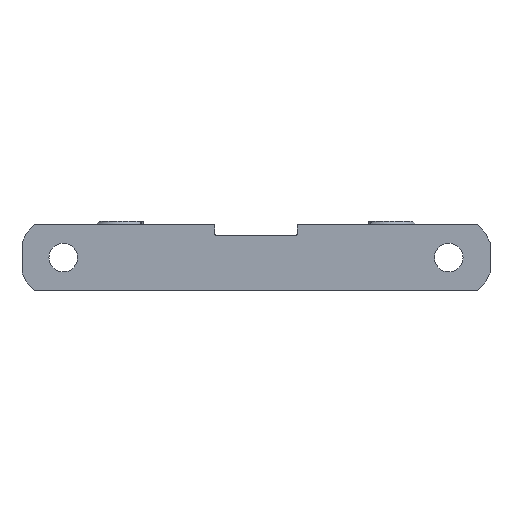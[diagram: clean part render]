
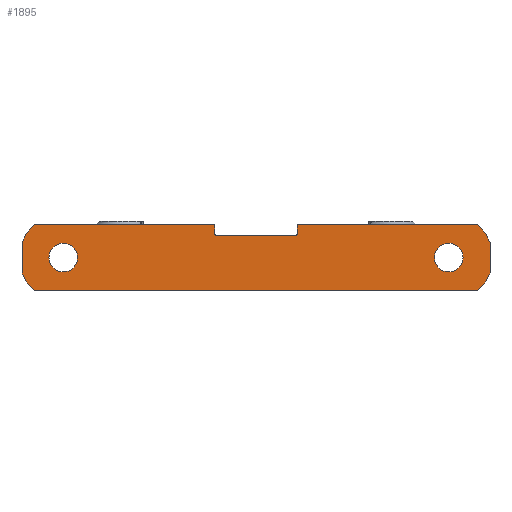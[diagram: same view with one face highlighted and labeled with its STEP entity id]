
A CAD part, left-side view. The second image highlights one B-rep face of the part: STEP entity #1895.
In plain terms, the highlighted planar face has unit normal (-1, 0, 0).
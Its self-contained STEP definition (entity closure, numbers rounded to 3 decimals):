
#98=FACE_BOUND('',#350,.T.);
#99=FACE_BOUND('',#351,.T.);
#137=PLANE('',#2122);
#234=FACE_OUTER_BOUND('',#349,.T.);
#349=EDGE_LOOP('',(#1733,#1734,#1735,#1736,#1737,#1738,#1739,#1740,#1741,
#1742,#1743,#1744,#1745,#1746));
#350=EDGE_LOOP('',(#1747));
#351=EDGE_LOOP('',(#1748));
#372=LINE('',#2754,#521);
#411=LINE('',#3067,#560);
#424=LINE('',#3145,#573);
#480=LINE('',#3360,#629);
#486=LINE('',#3372,#635);
#491=LINE('',#3390,#640);
#494=LINE('',#3399,#643);
#507=LINE('',#3440,#656);
#521=VECTOR('',#2170,111.583);
#560=VECTOR('',#2367,111.583);
#573=VECTOR('',#2388,111.583);
#629=VECTOR('',#2582,5.568);
#635=VECTOR('',#2590,5.568);
#640=VECTOR('',#2609,10.);
#643=VECTOR('',#2620,10.);
#656=VECTOR('',#2685,10.);
#757=CIRCLE('',#2080,2.6);
#758=CIRCLE('',#2082,2.6);
#761=CIRCLE('',#2088,8.);
#763=CIRCLE('',#2091,0.4);
#765=CIRCLE('',#2095,0.4);
#767=CIRCLE('',#2102,8.);
#769=CIRCLE('',#2111,8.);
#772=CIRCLE('',#2121,8.);
#792=VERTEX_POINT('',#2751);
#793=VERTEX_POINT('',#2753);
#879=VERTEX_POINT('',#3064);
#880=VERTEX_POINT('',#3066);
#896=VERTEX_POINT('',#3142);
#897=VERTEX_POINT('',#3144);
#936=VERTEX_POINT('',#3346);
#937=VERTEX_POINT('',#3350);
#940=VERTEX_POINT('',#3357);
#941=VERTEX_POINT('',#3359);
#944=VERTEX_POINT('',#3366);
#946=VERTEX_POINT('',#3370);
#949=VERTEX_POINT('',#3380);
#950=VERTEX_POINT('',#3382);
#952=VERTEX_POINT('',#3388);
#954=VERTEX_POINT('',#3394);
#977=EDGE_CURVE('',#793,#792,#372,.T.);
#1082=EDGE_CURVE('',#880,#879,#411,.T.);
#1100=EDGE_CURVE('',#896,#897,#424,.T.);
#1187=EDGE_CURVE('',#936,#936,#757,.T.);
#1188=EDGE_CURVE('',#937,#937,#758,.T.);
#1192=EDGE_CURVE('',#940,#941,#480,.T.);
#1198=EDGE_CURVE('',#944,#946,#486,.T.);
#1200=EDGE_CURVE('',#944,#896,#761,.T.);
#1203=EDGE_CURVE('',#949,#950,#763,.T.);
#1207=EDGE_CURVE('',#949,#952,#491,.T.);
#1210=EDGE_CURVE('',#954,#952,#765,.T.);
#1212=EDGE_CURVE('',#897,#954,#494,.T.);
#1214=EDGE_CURVE('',#792,#941,#767,.T.);
#1222=EDGE_CURVE('',#793,#946,#769,.T.);
#1231=EDGE_CURVE('',#940,#880,#772,.T.);
#1232=EDGE_CURVE('',#879,#950,#507,.T.);
#1733=ORIENTED_EDGE('',*,*,#1207,.T.);
#1734=ORIENTED_EDGE('',*,*,#1210,.F.);
#1735=ORIENTED_EDGE('',*,*,#1212,.F.);
#1736=ORIENTED_EDGE('',*,*,#1100,.F.);
#1737=ORIENTED_EDGE('',*,*,#1200,.F.);
#1738=ORIENTED_EDGE('',*,*,#1198,.T.);
#1739=ORIENTED_EDGE('',*,*,#1222,.F.);
#1740=ORIENTED_EDGE('',*,*,#977,.T.);
#1741=ORIENTED_EDGE('',*,*,#1214,.T.);
#1742=ORIENTED_EDGE('',*,*,#1192,.F.);
#1743=ORIENTED_EDGE('',*,*,#1231,.T.);
#1744=ORIENTED_EDGE('',*,*,#1082,.T.);
#1745=ORIENTED_EDGE('',*,*,#1232,.T.);
#1746=ORIENTED_EDGE('',*,*,#1203,.F.);
#1747=ORIENTED_EDGE('',*,*,#1188,.F.);
#1748=ORIENTED_EDGE('',*,*,#1187,.T.);
#1895=ADVANCED_FACE('',(#234,#98,#99),#137,.T.);
#2080=AXIS2_PLACEMENT_3D('',#3348,#2570,#2571);
#2082=AXIS2_PLACEMENT_3D('',#3351,#2574,#2575);
#2088=AXIS2_PLACEMENT_3D('',#3375,#2595,#2596);
#2091=AXIS2_PLACEMENT_3D('',#3383,#2602,#2603);
#2095=AXIS2_PLACEMENT_3D('',#3396,#2615,#2616);
#2102=AXIS2_PLACEMENT_3D('',#3405,#2631,#2632);
#2111=AXIS2_PLACEMENT_3D('',#3420,#2655,#2656);
#2121=AXIS2_PLACEMENT_3D('',#3438,#2681,#2682);
#2122=AXIS2_PLACEMENT_3D('',#3439,#2683,#2684);
#2170=DIRECTION('',(0.,-1.,0.));
#2367=DIRECTION('',(0.,1.,0.));
#2388=DIRECTION('',(0.,-1.,0.));
#2570=DIRECTION('center_axis',(1.,0.,0.));
#2571=DIRECTION('ref_axis',(0.,1.,0.));
#2574=DIRECTION('center_axis',(-1.,0.,0.));
#2575=DIRECTION('ref_axis',(0.,-1.,0.));
#2582=DIRECTION('',(0.,0.,-1.));
#2590=DIRECTION('',(0.,0.,-1.));
#2595=DIRECTION('center_axis',(1.,0.,0.));
#2596=DIRECTION('ref_axis',(0.,1.,0.));
#2602=DIRECTION('center_axis',(-1.,0.,0.));
#2603=DIRECTION('ref_axis',(0.,-0.707,-0.707));
#2609=DIRECTION('',(0.,1.,0.));
#2615=DIRECTION('center_axis',(-1.,0.,0.));
#2616=DIRECTION('ref_axis',(0.,0.707,-0.707));
#2620=DIRECTION('',(0.,0.,-1.));
#2631=DIRECTION('center_axis',(-1.,0.,0.));
#2632=DIRECTION('ref_axis',(0.,-1.,0.));
#2655=DIRECTION('center_axis',(1.,0.,0.));
#2656=DIRECTION('ref_axis',(0.,1.,0.));
#2681=DIRECTION('center_axis',(-1.,0.,0.));
#2682=DIRECTION('ref_axis',(0.,-1.,0.));
#2683=DIRECTION('center_axis',(-1.,0.,0.));
#2684=DIRECTION('ref_axis',(0.,0.,1.));
#2685=DIRECTION('',(0.,0.,-1.));
#2751=CARTESIAN_POINT('',(-136.994,-25.344,-2.2));
#2753=CARTESIAN_POINT('',(-136.994,55.239,-2.2));
#2754=CARTESIAN_POINT('',(-136.994,55.239,-2.2));
#3064=CARTESIAN_POINT('',(-136.994,7.448,9.8));
#3066=CARTESIAN_POINT('',(-136.994,-25.344,9.8));
#3067=CARTESIAN_POINT('',(-136.994,-25.344,9.8));
#3142=CARTESIAN_POINT('',(-136.994,55.239,9.8));
#3144=CARTESIAN_POINT('',(-136.994,22.448,9.8));
#3145=CARTESIAN_POINT('',(-136.994,55.239,9.8));
#3346=CARTESIAN_POINT('',(-136.994,-22.652,3.8));
#3348=CARTESIAN_POINT('Origin',(-136.994,-20.052,3.8));
#3350=CARTESIAN_POINT('',(-136.994,52.548,3.8));
#3351=CARTESIAN_POINT('Origin',(-136.994,49.948,3.8));
#3357=CARTESIAN_POINT('',(-136.994,-27.552,6.584));
#3359=CARTESIAN_POINT('',(-136.994,-27.552,1.016));
#3360=CARTESIAN_POINT('',(-136.994,-27.552,6.584));
#3366=CARTESIAN_POINT('',(-136.994,57.448,6.584));
#3370=CARTESIAN_POINT('',(-136.994,57.448,1.016));
#3372=CARTESIAN_POINT('',(-136.994,57.448,6.584));
#3375=CARTESIAN_POINT('Origin',(-136.994,49.948,3.8));
#3380=CARTESIAN_POINT('',(-136.994,7.848,7.8));
#3382=CARTESIAN_POINT('',(-136.994,7.448,8.2));
#3383=CARTESIAN_POINT('Origin',(-136.994,7.848,8.2));
#3388=CARTESIAN_POINT('',(-136.994,22.048,7.8));
#3390=CARTESIAN_POINT('',(-136.994,-6.302,7.8));
#3394=CARTESIAN_POINT('',(-136.994,22.448,8.2));
#3396=CARTESIAN_POINT('Origin',(-136.994,22.048,8.2));
#3399=CARTESIAN_POINT('',(-136.994,22.448,8.8));
#3405=CARTESIAN_POINT('Origin',(-136.994,-20.052,3.8));
#3420=CARTESIAN_POINT('Origin',(-136.994,49.948,3.8));
#3438=CARTESIAN_POINT('Origin',(-136.994,-20.052,3.8));
#3439=CARTESIAN_POINT('Origin',(-136.994,-27.552,9.8));
#3440=CARTESIAN_POINT('',(-136.994,7.448,8.8));
